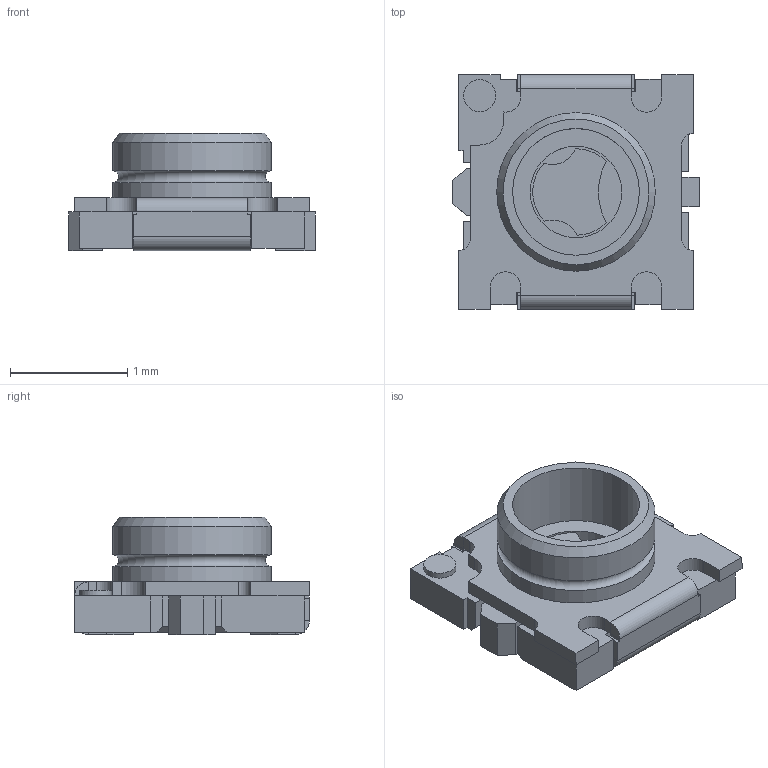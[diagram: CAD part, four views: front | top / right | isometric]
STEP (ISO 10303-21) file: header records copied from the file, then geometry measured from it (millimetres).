
FILE_DESCRIPTION(/* description */ (''),/* implementation_level */ '2;1');
FILE_NAME(/* name */ '2.stp',/* time_stamp */ '2021-06-12T00:46:05+02:00',/* author */ ('k'),/* organization */ (''),/* preprocessor_version */ 'ST-DEVELOPER v15.6',/* originating_system */ 'Autodesk Inventor 2015',/* authorisation */ '');
FILE_SCHEMA (('AUTOMOTIVE_DESIGN { 1 0 10303 214 3 1 1 }'));
Length unit declared in the file: millimetre
Products named in the file (6): 1; 2; 3; 4
Bounding box: 2.1 x 2 x 1 mm (x, y, z)
Volume: 1.8 mm3; surface area: 26.9 mm2
Topology: 6 solids, 6 shells, 143 faces, 350 edges, 221 vertices
Faces by surface type: plane 117, cylinder 24, torus 1, cone 1
Full cylindrical faces by diameter (mm): 0.274 x1, 0.6 x1, 0.779 x1, 1.08 x1, 1.35 x2
Entity records: 4241 total; most frequent: CARTESIAN_POINT 713, DIRECTION 697, ORIENTED_EDGE 680, EDGE_CURVE 340, LINE 291, VECTOR 291, VERTEX_POINT 219, AXIS2_PLACEMENT_3D 203
